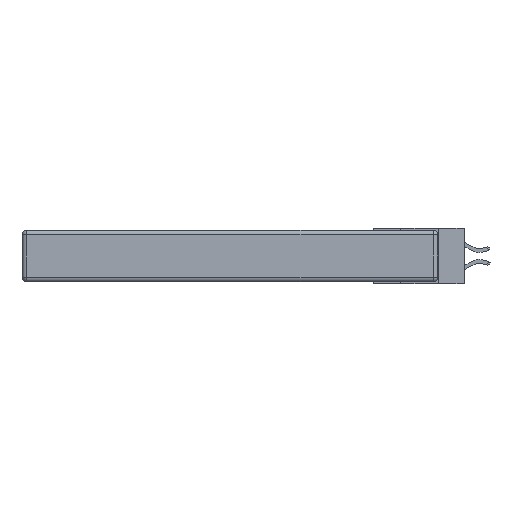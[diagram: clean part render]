
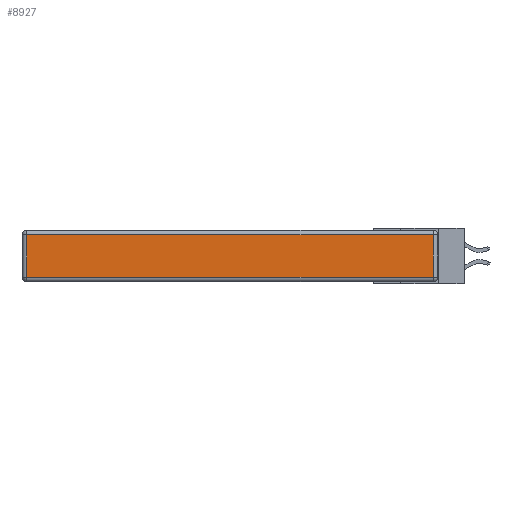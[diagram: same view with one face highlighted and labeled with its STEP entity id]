
A CAD part, left-side view. The second image highlights one B-rep face of the part: STEP entity #8927.
In plain terms, the highlighted planar face has unit normal (-1, 0, 0).
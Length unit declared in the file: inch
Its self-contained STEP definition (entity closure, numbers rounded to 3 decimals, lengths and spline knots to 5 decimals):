
#379 = ORIENTED_EDGE ( 'NONE', *, *, #21976, .T. ) ;
#690 = VECTOR ( 'NONE', #6973, 39.37008 ) ;
#837 = AXIS2_PLACEMENT_3D ( 'NONE', #10022, #4686, #11790 ) ;
#869 = VERTEX_POINT ( 'NONE', #10260 ) ;
#1296 = VECTOR ( 'NONE', #11315, 39.37008 ) ;
#1517 = CARTESIAN_POINT ( 'NONE',  ( 0., 2.72, -0.343 ) ) ;
#3592 = VERTEX_POINT ( 'NONE', #3613 ) ;
#3613 = CARTESIAN_POINT ( 'NONE',  ( 0., 2.72, -0.03 ) ) ;
#3825 = CARTESIAN_POINT ( 'NONE',  ( 0., 0.03, -0.03 ) ) ;
#4686 = DIRECTION ( 'NONE',  ( -1., 0., 0. ) ) ;
#5484 = DIRECTION ( 'NONE',  ( 0., -1., 0. ) ) ;
#6701 = ORIENTED_EDGE ( 'NONE', *, *, #9523, .T. ) ;
#6973 = DIRECTION ( 'NONE',  ( 0., 0., -1. ) ) ;
#7778 = CARTESIAN_POINT ( 'NONE',  ( 0., 0.03, -0.343 ) ) ;
#8190 = DIRECTION ( 'NONE',  ( 0., 1., 0. ) ) ;
#8927 = ADVANCED_FACE ( 'NONE', ( #9835 ), #11865, .T. ) ;
#8972 = LINE ( 'NONE', #9042, #19981 ) ;
#9042 = CARTESIAN_POINT ( 'NONE',  ( 0., 2.75, -0.03 ) ) ;
#9523 = EDGE_CURVE ( 'NONE', #869, #17837, #12552, .T. ) ;
#9835 = FACE_OUTER_BOUND ( 'NONE', #22409, .T. ) ;
#10022 = CARTESIAN_POINT ( 'NONE',  ( 0., 0., -0.343 ) ) ;
#10236 = EDGE_CURVE ( 'NONE', #3592, #22470, #11415, .T. ) ;
#10260 = CARTESIAN_POINT ( 'NONE',  ( 0., 0.03, -0.313 ) ) ;
#11315 = DIRECTION ( 'NONE',  ( 0., 0., 1. ) ) ;
#11415 = LINE ( 'NONE', #1517, #690 ) ;
#11790 = DIRECTION ( 'NONE',  ( 0., 0., 1. ) ) ;
#11865 = PLANE ( 'NONE',  #837 ) ;
#12533 = CARTESIAN_POINT ( 'NONE',  ( 0., 0., -0.313 ) ) ;
#12552 = LINE ( 'NONE', #7778, #1296 ) ;
#13526 = CARTESIAN_POINT ( 'NONE',  ( 0., 2.72, -0.313 ) ) ;
#15286 = ORIENTED_EDGE ( 'NONE', *, *, #17516, .T. ) ;
#15605 = LINE ( 'NONE', #12533, #22760 ) ;
#17516 = EDGE_CURVE ( 'NONE', #17837, #3592, #8972, .T. ) ;
#17837 = VERTEX_POINT ( 'NONE', #3825 ) ;
#19433 = ORIENTED_EDGE ( 'NONE', *, *, #10236, .T. ) ;
#19981 = VECTOR ( 'NONE', #8190, 39.37008 ) ;
#21976 = EDGE_CURVE ( 'NONE', #22470, #869, #15605, .T. ) ;
#22409 = EDGE_LOOP ( 'NONE', ( #379, #6701, #15286, #19433 ) ) ;
#22470 = VERTEX_POINT ( 'NONE', #13526 ) ;
#22760 = VECTOR ( 'NONE', #5484, 39.37008 ) ;
